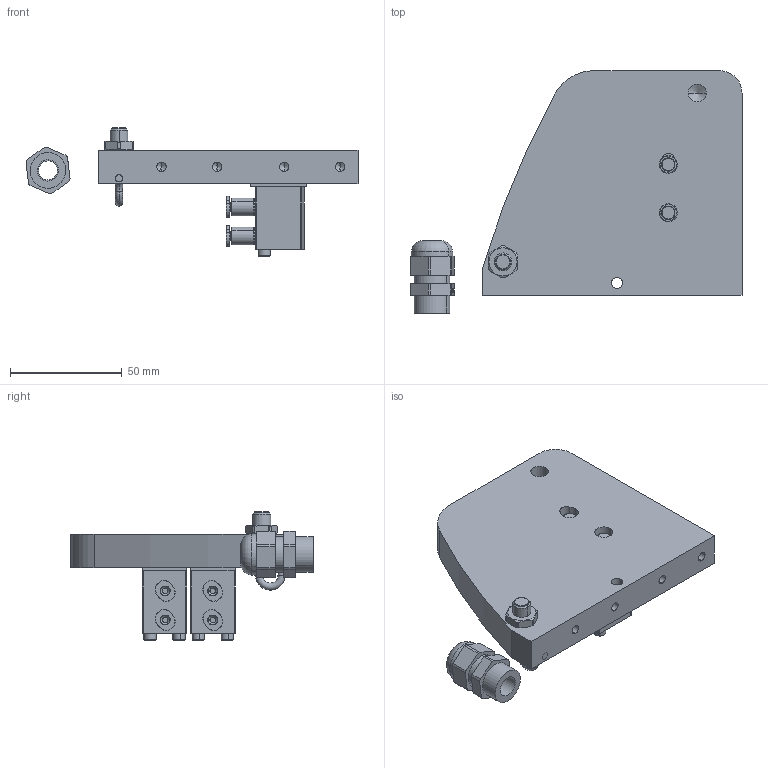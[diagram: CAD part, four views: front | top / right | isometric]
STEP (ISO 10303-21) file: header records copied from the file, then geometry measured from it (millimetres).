
FILE_DESCRIPTION (( 'STEP AP214' ), '1' );
FILE_NAME ('59507~0.STEP', '2021-07-12T13:55:24', ( '' ), ( '' ), 'SwSTEP 2.0', 'SolidWorks 2018', '' );
FILE_SCHEMA (( 'AUTOMOTIVE_DESIGN' ));
Length unit declared in the file: millimetre
Products named in the file (35): 38413~0; DIN912~n; 25256~0; DIN912~n_M03,0x035; 43643~0; 59505~1; 49273~0_ausgefahren Hub 10<S>; 38413_001~0; 40512~8_KUNDE<S>; 59507~0; 31194~0; 59608~2_<S> KUNDE; 49273_02~0; 40512~8; 49273_01~0; 38413_002~0; 59505~1_S
Assembly tree (23 placements, depth 3):
  DIN912~n
  25256~0
  25256~0
  43643~0
  59505~1
Bounding box: 148.64 x 108.6 x 57.4 mm (x, y, z)
Volume: 181613.9 mm3; surface area: 52444.8 mm2
Topology: 25 solids, 25 shells, 777 faces, 1790 edges, 1116 vertices
Faces by surface type: cylinder 337, plane 237, cone 176, bspline 17, torus 10
Entity records: 14942 total; most frequent: CARTESIAN_POINT 3216, DIRECTION 2187, ORIENTED_EDGE 1942, EDGE_CURVE 971, AXIS2_PLACEMENT_3D 838, VERTEX_POINT 623, LINE 511, VECTOR 511
